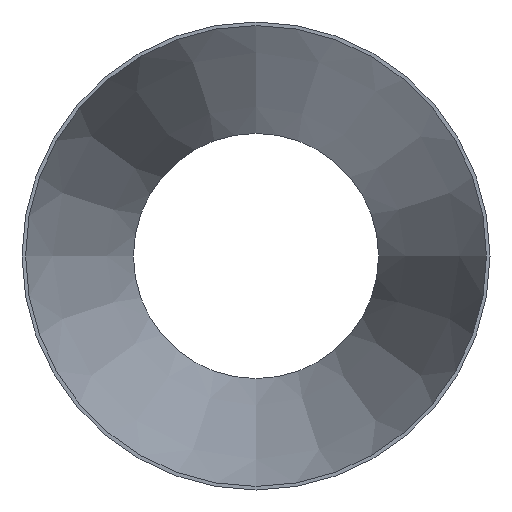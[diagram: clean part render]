
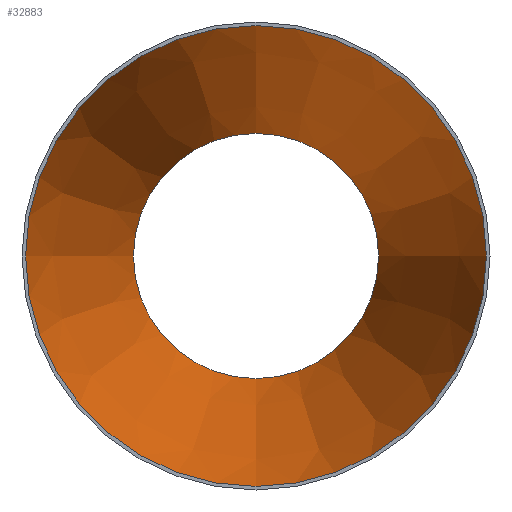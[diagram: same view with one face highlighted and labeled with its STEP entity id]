
A CAD part, front view. The second image highlights one B-rep face of the part: STEP entity #32883.
In plain terms, the highlighted conical face has half-angle 14.738 degrees and reference radius 200.098 mm.
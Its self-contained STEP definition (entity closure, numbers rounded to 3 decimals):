
#982 = ORIENTED_EDGE ( 'NONE', *, *, #8235, .F. ) ;
#4746 = CIRCLE ( 'NONE', #6502, 200.098 ) ;
#4829 = AXIS2_PLACEMENT_3D ( 'NONE', #33399, #27854, #8048 ) ;
#6502 = AXIS2_PLACEMENT_3D ( 'NONE', #28362, #14295, #22808 ) ;
#7540 = VERTEX_POINT ( 'NONE', #10163 ) ;
#7582 = CIRCLE ( 'NONE', #33611, 106.448 ) ;
#8048 = DIRECTION ( 'NONE',  ( 0., 0., -1. ) ) ;
#8235 = EDGE_CURVE ( 'NONE', #32358, #32358, #7582, .T. ) ;
#10163 = CARTESIAN_POINT ( 'NONE',  ( 0., 0., -200.098 ) ) ;
#14295 = DIRECTION ( 'NONE',  ( 0., -1., 0. ) ) ;
#16042 = FACE_OUTER_BOUND ( 'NONE', #28763, .T. ) ;
#19072 = ORIENTED_EDGE ( 'NONE', *, *, #33878, .T. ) ;
#22808 = DIRECTION ( 'NONE',  ( 0., 0., -1. ) ) ;
#23743 = CONICAL_SURFACE ( 'NONE', #4829, 200.098, 0.257 ) ;
#24980 = DIRECTION ( 'NONE',  ( 0., -1., 0. ) ) ;
#27027 = DIRECTION ( 'NONE',  ( 0., 0., -1. ) ) ;
#27854 = DIRECTION ( 'NONE',  ( 0., -1., 0. ) ) ;
#28362 = CARTESIAN_POINT ( 'NONE',  ( 0., 0., 0. ) ) ;
#28763 = EDGE_LOOP ( 'NONE', ( #19072 ) ) ;
#30162 = CARTESIAN_POINT ( 'NONE',  ( 0., 356., 0. ) ) ;
#32358 = VERTEX_POINT ( 'NONE', #32897 ) ;
#32883 = ADVANCED_FACE ( 'NONE', ( #36185, #16042 ), #23743, .F. ) ;
#32897 = CARTESIAN_POINT ( 'NONE',  ( 0., 356., -106.448 ) ) ;
#33399 = CARTESIAN_POINT ( 'NONE',  ( 0., 0., 0. ) ) ;
#33611 = AXIS2_PLACEMENT_3D ( 'NONE', #30162, #24980, #27027 ) ;
#33878 = EDGE_CURVE ( 'NONE', #7540, #7540, #4746, .T. ) ;
#34236 = EDGE_LOOP ( 'NONE', ( #982 ) ) ;
#36185 = FACE_BOUND ( 'NONE', #34236, .T. ) ;
